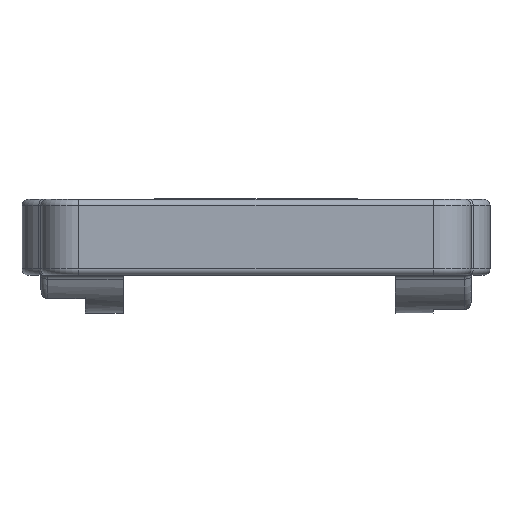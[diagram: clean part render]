
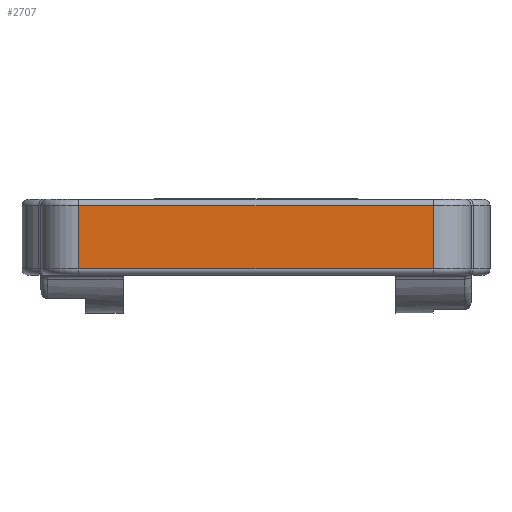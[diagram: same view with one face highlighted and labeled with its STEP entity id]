
A CAD part, left-side view. The second image highlights one B-rep face of the part: STEP entity #2707.
In plain terms, the highlighted planar face has unit normal (-1, 0, 0).
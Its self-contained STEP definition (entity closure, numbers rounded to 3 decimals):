
#90=PLANE('',#2986);
#199=FACE_OUTER_BOUND('',#350,.T.);
#350=EDGE_LOOP('',(#2188,#2189,#2190,#2191));
#571=LINE('',#4465,#822);
#585=LINE('',#4541,#836);
#586=LINE('',#4545,#837);
#587=LINE('',#4546,#838);
#822=VECTOR('',#3551,10.);
#836=VECTOR('',#3631,10.);
#837=VECTOR('',#3636,10.);
#838=VECTOR('',#3637,10.);
#1269=VERTEX_POINT('',#4459);
#1270=VERTEX_POINT('',#4463);
#1289=VERTEX_POINT('',#4540);
#1290=VERTEX_POINT('',#4544);
#1593=EDGE_CURVE('',#1270,#1269,#571,.T.);
#1626=EDGE_CURVE('',#1269,#1289,#585,.T.);
#1628=EDGE_CURVE('',#1270,#1290,#586,.T.);
#1629=EDGE_CURVE('',#1289,#1290,#587,.T.);
#2188=ORIENTED_EDGE('',*,*,#1593,.F.);
#2189=ORIENTED_EDGE('',*,*,#1628,.T.);
#2190=ORIENTED_EDGE('',*,*,#1629,.F.);
#2191=ORIENTED_EDGE('',*,*,#1626,.F.);
#2707=ADVANCED_FACE('',(#199),#90,.T.);
#2986=AXIS2_PLACEMENT_3D('',#4543,#3634,#3635);
#3551=DIRECTION('',(0.,1.,0.));
#3631=DIRECTION('',(0.,0.,1.));
#3634=DIRECTION('center_axis',(-1.,0.,0.));
#3635=DIRECTION('ref_axis',(0.,-1.,0.));
#3636=DIRECTION('',(0.,0.,1.));
#3637=DIRECTION('',(0.,-1.,0.));
#4459=CARTESIAN_POINT('',(-4.831,4.22,0.5));
#4463=CARTESIAN_POINT('',(-4.831,-23.78,0.5));
#4465=CARTESIAN_POINT('',(-4.831,2.97,0.5));
#4540=CARTESIAN_POINT('',(-4.831,4.22,5.5));
#4541=CARTESIAN_POINT('',(-4.831,4.22,0.));
#4543=CARTESIAN_POINT('Origin',(-4.831,4.22,0.));
#4544=CARTESIAN_POINT('',(-4.831,-23.78,5.5));
#4545=CARTESIAN_POINT('',(-4.831,-23.78,0.));
#4546=CARTESIAN_POINT('',(-4.831,2.97,5.5));
